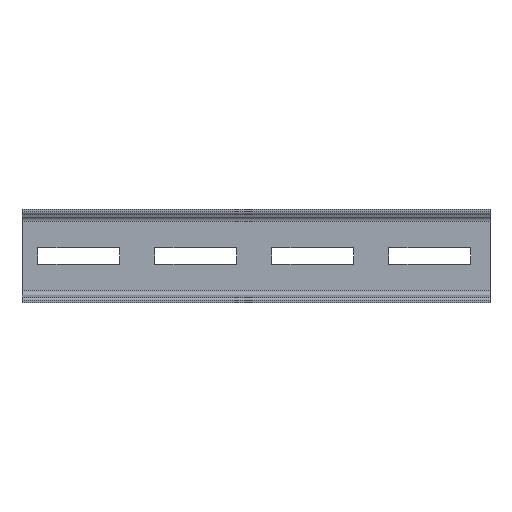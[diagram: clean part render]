
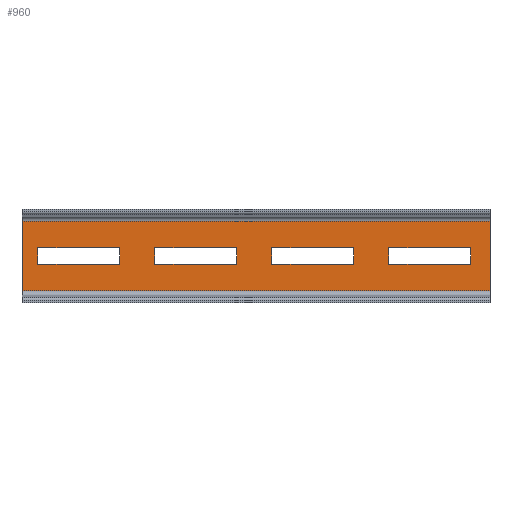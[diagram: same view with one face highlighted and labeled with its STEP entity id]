
A CAD part, left-side view. The second image highlights one B-rep face of the part: STEP entity #960.
In plain terms, the highlighted planar face has unit normal (-1, 0, 0).
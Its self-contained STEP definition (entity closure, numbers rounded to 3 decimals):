
#20=DIRECTION('',(0.,0.,1.));
#21=VECTOR('',#20,59.332);
#22=CARTESIAN_POINT('',(-1.95,0.,-29.666));
#23=LINE('',#22,#21);
#214=DIRECTION('',(0.,1.,0.));
#215=VECTOR('',#214,400.);
#216=CARTESIAN_POINT('',(-1.95,0.,29.666));
#217=LINE('',#216,#215);
#218=DIRECTION('',(0.,1.,0.));
#219=VECTOR('',#218,400.);
#220=CARTESIAN_POINT('',(-1.95,0.,-29.666));
#221=LINE('',#220,#219);
#222=DIRECTION('',(0.,-1.,0.));
#223=VECTOR('',#222,70.);
#224=CARTESIAN_POINT('',(-1.95,386.5,7.));
#225=LINE('',#224,#223);
#226=DIRECTION('',(0.,0.,1.));
#227=VECTOR('',#226,14.);
#228=CARTESIAN_POINT('',(-1.95,386.5,-7.));
#229=LINE('',#228,#227);
#230=DIRECTION('',(0.,1.,0.));
#231=VECTOR('',#230,70.);
#232=CARTESIAN_POINT('',(-1.95,316.5,-7.));
#233=LINE('',#232,#231);
#234=DIRECTION('',(0.,0.,-1.));
#235=VECTOR('',#234,14.);
#236=CARTESIAN_POINT('',(-1.95,316.5,7.));
#237=LINE('',#236,#235);
#238=DIRECTION('',(0.,-1.,0.));
#239=VECTOR('',#238,70.);
#240=CARTESIAN_POINT('',(-1.95,286.5,7.));
#241=LINE('',#240,#239);
#242=DIRECTION('',(0.,0.,1.));
#243=VECTOR('',#242,14.);
#244=CARTESIAN_POINT('',(-1.95,286.5,-7.));
#245=LINE('',#244,#243);
#246=DIRECTION('',(0.,1.,0.));
#247=VECTOR('',#246,70.);
#248=CARTESIAN_POINT('',(-1.95,216.5,-7.));
#249=LINE('',#248,#247);
#250=DIRECTION('',(0.,0.,-1.));
#251=VECTOR('',#250,14.);
#252=CARTESIAN_POINT('',(-1.95,216.5,7.));
#253=LINE('',#252,#251);
#254=DIRECTION('',(0.,-1.,0.));
#255=VECTOR('',#254,70.);
#256=CARTESIAN_POINT('',(-1.95,186.5,7.));
#257=LINE('',#256,#255);
#258=DIRECTION('',(0.,0.,1.));
#259=VECTOR('',#258,14.);
#260=CARTESIAN_POINT('',(-1.95,186.5,-7.));
#261=LINE('',#260,#259);
#262=DIRECTION('',(0.,1.,0.));
#263=VECTOR('',#262,70.);
#264=CARTESIAN_POINT('',(-1.95,116.5,-7.));
#265=LINE('',#264,#263);
#266=DIRECTION('',(0.,0.,-1.));
#267=VECTOR('',#266,14.);
#268=CARTESIAN_POINT('',(-1.95,116.5,7.));
#269=LINE('',#268,#267);
#270=DIRECTION('',(0.,-1.,0.));
#271=VECTOR('',#270,70.);
#272=CARTESIAN_POINT('',(-1.95,86.5,7.));
#273=LINE('',#272,#271);
#274=DIRECTION('',(0.,0.,1.));
#275=VECTOR('',#274,14.);
#276=CARTESIAN_POINT('',(-1.95,86.5,-7.));
#277=LINE('',#276,#275);
#278=DIRECTION('',(0.,1.,0.));
#279=VECTOR('',#278,70.);
#280=CARTESIAN_POINT('',(-1.95,16.5,-7.));
#281=LINE('',#280,#279);
#282=DIRECTION('',(0.,0.,-1.));
#283=VECTOR('',#282,14.);
#284=CARTESIAN_POINT('',(-1.95,16.5,7.));
#285=LINE('',#284,#283);
#368=DIRECTION('',(0.,0.,1.));
#369=VECTOR('',#368,59.332);
#370=CARTESIAN_POINT('',(-1.95,400.,-29.666));
#371=LINE('',#370,#369);
#458=CARTESIAN_POINT('',(-1.95,0.,-29.666));
#459=VERTEX_POINT('',#458);
#460=CARTESIAN_POINT('',(-1.95,0.,29.666));
#461=VERTEX_POINT('',#460);
#498=CARTESIAN_POINT('',(-1.95,400.,-29.666));
#499=VERTEX_POINT('',#498);
#500=CARTESIAN_POINT('',(-1.95,400.,29.666));
#501=VERTEX_POINT('',#500);
#530=CARTESIAN_POINT('',(-1.95,386.5,7.));
#531=CARTESIAN_POINT('',(-1.95,316.5,7.));
#532=VERTEX_POINT('',#530);
#533=VERTEX_POINT('',#531);
#534=CARTESIAN_POINT('',(-1.95,316.5,-7.));
#535=VERTEX_POINT('',#534);
#536=CARTESIAN_POINT('',(-1.95,386.5,-7.));
#537=VERTEX_POINT('',#536);
#546=CARTESIAN_POINT('',(-1.95,286.5,7.));
#547=CARTESIAN_POINT('',(-1.95,216.5,7.));
#548=VERTEX_POINT('',#546);
#549=VERTEX_POINT('',#547);
#550=CARTESIAN_POINT('',(-1.95,216.5,-7.));
#551=VERTEX_POINT('',#550);
#552=CARTESIAN_POINT('',(-1.95,286.5,-7.));
#553=VERTEX_POINT('',#552);
#562=CARTESIAN_POINT('',(-1.95,186.5,7.));
#563=CARTESIAN_POINT('',(-1.95,116.5,7.));
#564=VERTEX_POINT('',#562);
#565=VERTEX_POINT('',#563);
#566=CARTESIAN_POINT('',(-1.95,116.5,-7.));
#567=VERTEX_POINT('',#566);
#568=CARTESIAN_POINT('',(-1.95,186.5,-7.));
#569=VERTEX_POINT('',#568);
#578=CARTESIAN_POINT('',(-1.95,86.5,7.));
#579=CARTESIAN_POINT('',(-1.95,16.5,7.));
#580=VERTEX_POINT('',#578);
#581=VERTEX_POINT('',#579);
#582=CARTESIAN_POINT('',(-1.95,16.5,-7.));
#583=VERTEX_POINT('',#582);
#584=CARTESIAN_POINT('',(-1.95,86.5,-7.));
#585=VERTEX_POINT('',#584);
#907=CARTESIAN_POINT('',(-1.95,0.,-29.666));
#908=DIRECTION('',(-1.,0.,0.));
#909=DIRECTION('',(0.,0.,1.));
#910=AXIS2_PLACEMENT_3D('',#907,#908,#909);
#911=PLANE('',#910);
#912=ORIENTED_EDGE('',*,*,#607,.F.);
#914=ORIENTED_EDGE('',*,*,#913,.T.);
#916=ORIENTED_EDGE('',*,*,#915,.T.);
#917=ORIENTED_EDGE('',*,*,#899,.F.);
#918=EDGE_LOOP('',(#912,#914,#916,#917));
#919=FACE_OUTER_BOUND('',#918,.F.);
#921=ORIENTED_EDGE('',*,*,#920,.F.);
#923=ORIENTED_EDGE('',*,*,#922,.F.);
#925=ORIENTED_EDGE('',*,*,#924,.F.);
#927=ORIENTED_EDGE('',*,*,#926,.F.);
#928=EDGE_LOOP('',(#921,#923,#925,#927));
#929=FACE_BOUND('',#928,.F.);
#931=ORIENTED_EDGE('',*,*,#930,.F.);
#933=ORIENTED_EDGE('',*,*,#932,.F.);
#935=ORIENTED_EDGE('',*,*,#934,.F.);
#937=ORIENTED_EDGE('',*,*,#936,.F.);
#938=EDGE_LOOP('',(#931,#933,#935,#937));
#939=FACE_BOUND('',#938,.F.);
#941=ORIENTED_EDGE('',*,*,#940,.F.);
#943=ORIENTED_EDGE('',*,*,#942,.F.);
#945=ORIENTED_EDGE('',*,*,#944,.F.);
#947=ORIENTED_EDGE('',*,*,#946,.F.);
#948=EDGE_LOOP('',(#941,#943,#945,#947));
#949=FACE_BOUND('',#948,.F.);
#951=ORIENTED_EDGE('',*,*,#950,.F.);
#953=ORIENTED_EDGE('',*,*,#952,.F.);
#955=ORIENTED_EDGE('',*,*,#954,.F.);
#957=ORIENTED_EDGE('',*,*,#956,.F.);
#958=EDGE_LOOP('',(#951,#953,#955,#957));
#959=FACE_BOUND('',#958,.F.);
#960=ADVANCED_FACE('',(#919,#929,#939,#949,#959),#911,.T.);
#607=EDGE_CURVE('',#459,#461,#23,.T.);
#899=EDGE_CURVE('',#461,#501,#217,.T.);
#913=EDGE_CURVE('',#459,#499,#221,.T.);
#915=EDGE_CURVE('',#499,#501,#371,.T.);
#920=EDGE_CURVE('',#532,#533,#225,.T.);
#922=EDGE_CURVE('',#537,#532,#229,.T.);
#924=EDGE_CURVE('',#535,#537,#233,.T.);
#926=EDGE_CURVE('',#533,#535,#237,.T.);
#930=EDGE_CURVE('',#548,#549,#241,.T.);
#932=EDGE_CURVE('',#553,#548,#245,.T.);
#934=EDGE_CURVE('',#551,#553,#249,.T.);
#936=EDGE_CURVE('',#549,#551,#253,.T.);
#940=EDGE_CURVE('',#564,#565,#257,.T.);
#942=EDGE_CURVE('',#569,#564,#261,.T.);
#944=EDGE_CURVE('',#567,#569,#265,.T.);
#946=EDGE_CURVE('',#565,#567,#269,.T.);
#950=EDGE_CURVE('',#580,#581,#273,.T.);
#952=EDGE_CURVE('',#585,#580,#277,.T.);
#954=EDGE_CURVE('',#583,#585,#281,.T.);
#956=EDGE_CURVE('',#581,#583,#285,.T.);
